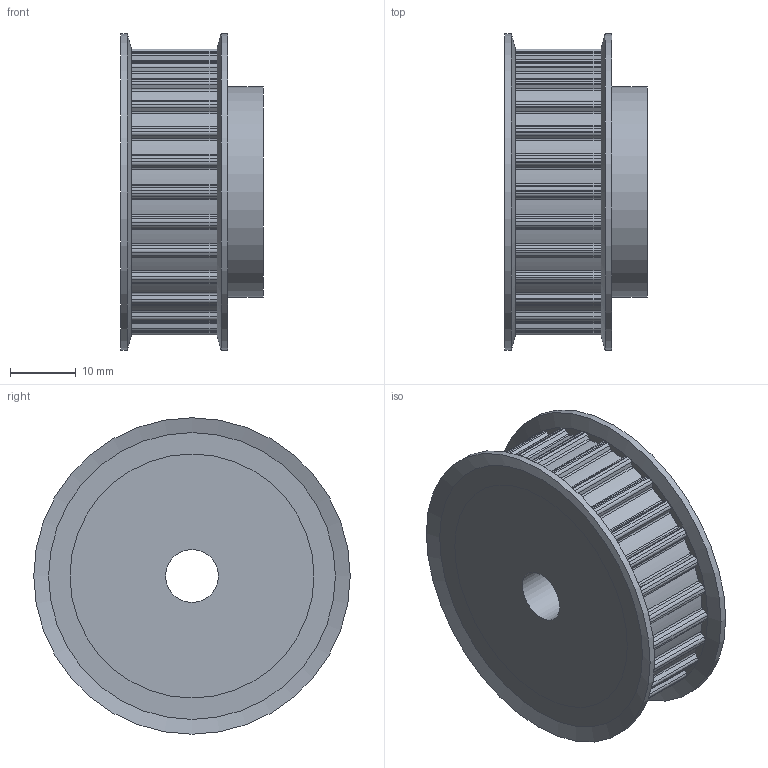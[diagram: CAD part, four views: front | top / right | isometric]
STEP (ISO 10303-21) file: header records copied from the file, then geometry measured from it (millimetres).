
FILE_DESCRIPTION(/* description */ ('Alibre Inc.'),/* implementation_level */ '2;1');
FILE_NAME(/* name */ 'export-1CD2611E-F1A6-4352-B304-5335B6E571FC',/* time_stamp */ '2024-01-30T08:45:06+01:00',/* author */ (''),/* organization */ (''),/* preprocessor_version */ 'ST-DEVELOPER v17',/* originating_system */ 'Alibre',/* authorisation */ '');
FILE_SCHEMA (('AUTOMOTIVE_DESIGN'));
Length unit declared in the file: millimetre
Products named in the file (3): 60021028BODY; 5030000210; 60021028
Bounding box: 21.6 x 48 x 48 mm (x, y, z)
Volume: 25310.9 mm3; surface area: 9694.2 mm2
Topology: 3 solids, 3 shells, 266 faces, 775 edges, 518 vertices
Faces by surface type: cylinder 197, plane 65, cone 4
Full cylindrical faces by diameter (mm): 8 x1, 32 x1, 37 x4, 48 x2
Entity records: 8633 total; most frequent: DIRECTION 1534, ORIENTED_EDGE 1522, CARTESIAN_POINT 1489, EDGE_CURVE 761, AXIS2_PLACEMENT_3D 616, VERTEX_POINT 508, VECTOR 365, LINE 365
